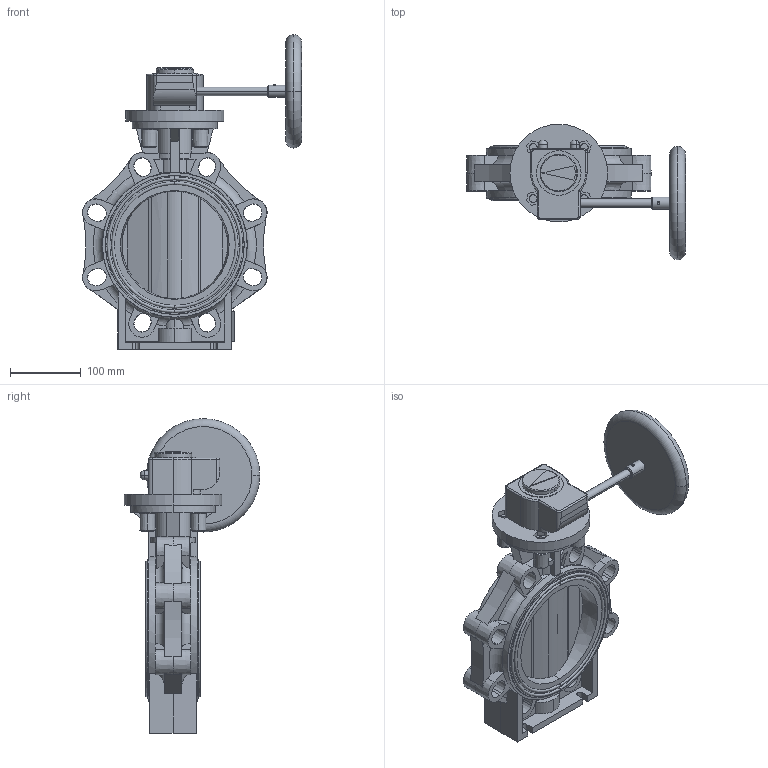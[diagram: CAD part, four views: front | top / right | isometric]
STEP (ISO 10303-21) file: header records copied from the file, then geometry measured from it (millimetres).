
FILE_DESCRIPTION(('STEP AP214'),'1');
FILE_NAME('cctmp_48C87A22-4951-4E4F-AA32-B42DAD8C62A3_2021_10_25_11_29_12_0605..stp','2021-10-25T09:29:13',('Praher Valves GmbH'),('CADClick - www.CADClick.com'),'Spatial InterOp 3D',' ','unknown authorization');
FILE_SCHEMA(('AUTOMOTIVE_DESIGN'));
Length unit declared in the file: millimetre
Products named in the file (3): cc_unnamed; 126023A_1; 126023A
Assembly tree (2 placements, depth 2):
  cc_unnamed
    126023A_1
    126023A
Bounding box: 309.52 x 191.65 x 444.6 mm (x, y, z)
Volume: 3854894.9 mm3; surface area: 420918.2 mm2
Topology: 2 solids, 4 shells, 598 faces, 1560 edges, 1010 vertices
Faces by surface type: plane 277, cylinder 138, cone 121, torus 58, bspline 4
Entity records: 24056 total; most frequent: CARTESIAN_POINT 4085, DIRECTION 3317, ORIENTED_EDGE 3120, EDGE_CURVE 1560, AXIS2_PLACEMENT_3D 1293, VERTEX_POINT 1010, LINE 731, VECTOR 731
